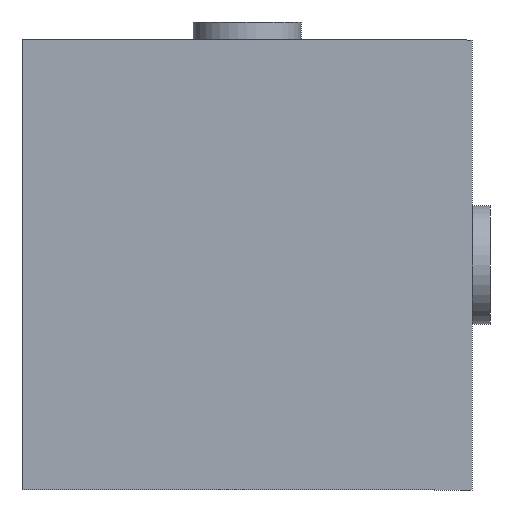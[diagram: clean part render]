
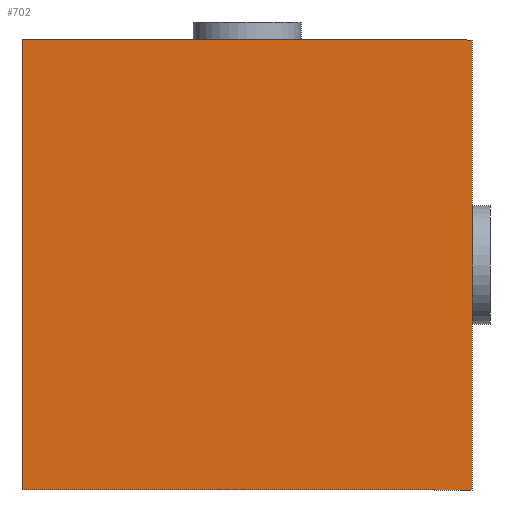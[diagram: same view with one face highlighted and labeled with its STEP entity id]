
A CAD part, front view. The second image highlights one B-rep face of the part: STEP entity #702.
In plain terms, the highlighted planar face has unit normal (0, -1, 0).
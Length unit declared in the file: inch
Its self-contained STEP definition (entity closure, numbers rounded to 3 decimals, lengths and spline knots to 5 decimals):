
#105=FACE_OUTER_BOUND('',#153,.T.);
#153=EDGE_LOOP('',(#632,#633,#634,#635));
#178=LINE('',#1064,#245);
#185=LINE('',#1085,#252);
#219=LINE('',#1189,#286);
#220=LINE('',#1191,#287);
#245=VECTOR('',#854,0.3937);
#252=VECTOR('',#871,0.3937);
#286=VECTOR('',#987,0.3937);
#287=VECTOR('',#990,0.3937);
#311=VERTEX_POINT('',#1061);
#312=VERTEX_POINT('',#1063);
#321=VERTEX_POINT('',#1083);
#350=VERTEX_POINT('',#1187);
#384=EDGE_CURVE('',#312,#311,#178,.T.);
#395=EDGE_CURVE('',#311,#321,#185,.T.);
#444=EDGE_CURVE('',#321,#350,#219,.T.);
#445=EDGE_CURVE('',#350,#312,#220,.T.);
#632=ORIENTED_EDGE('',*,*,#395,.T.);
#633=ORIENTED_EDGE('',*,*,#444,.T.);
#634=ORIENTED_EDGE('',*,*,#445,.T.);
#635=ORIENTED_EDGE('',*,*,#384,.T.);
#661=PLANE('',#785);
#702=ADVANCED_FACE('',(#105),#661,.F.);
#785=AXIS2_PLACEMENT_3D('',#1192,#991,#992);
#854=DIRECTION('',(0.,0.,-1.));
#871=DIRECTION('',(1.,0.,0.));
#987=DIRECTION('',(0.,0.,1.));
#990=DIRECTION('',(-1.,0.,0.));
#991=DIRECTION('center_axis',(0.,1.,0.));
#992=DIRECTION('ref_axis',(1.,0.,0.));
#1061=CARTESIAN_POINT('',(-0.625,0.,-0.625));
#1063=CARTESIAN_POINT('',(-0.625,0.,0.625));
#1064=CARTESIAN_POINT('',(-0.625,0.,0.625));
#1083=CARTESIAN_POINT('',(0.625,0.,-0.625));
#1085=CARTESIAN_POINT('',(-0.625,0.,-0.625));
#1187=CARTESIAN_POINT('',(0.625,0.,0.625));
#1189=CARTESIAN_POINT('',(0.625,0.,-0.625));
#1191=CARTESIAN_POINT('',(0.625,0.,0.625));
#1192=CARTESIAN_POINT('Origin',(0.,0.,0.));
